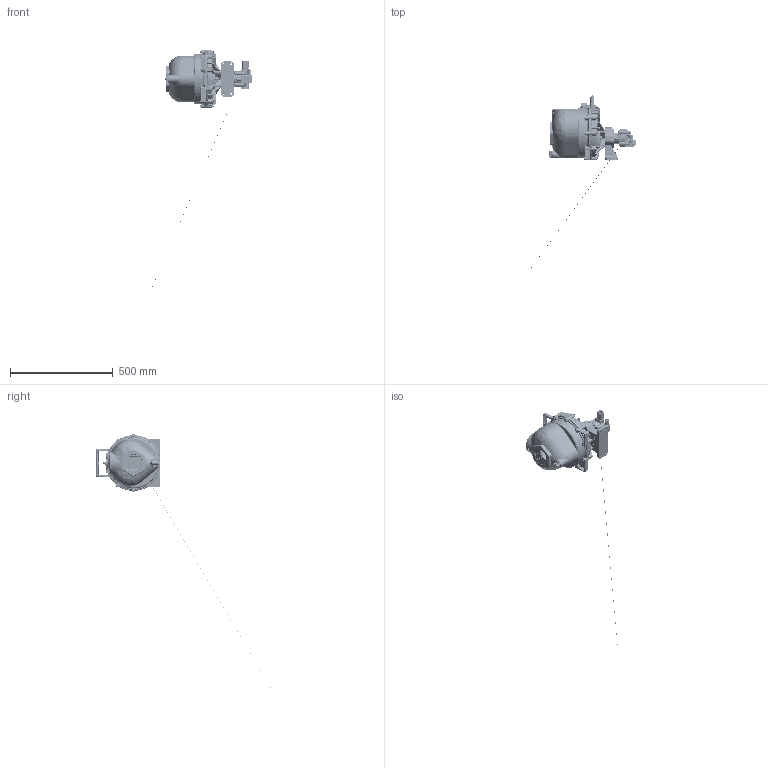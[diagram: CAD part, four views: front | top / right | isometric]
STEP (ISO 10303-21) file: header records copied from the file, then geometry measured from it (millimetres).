
FILE_DESCRIPTION(/* description */ ('3" Poly Hydraulic Pump - FKM'),/* implementation_level */ '2;1');
FILE_NAME(/* name */ '300PHYV.stp',/* time_stamp */ '2019-04-05T10:33:06-04:00',/* author */ ('DAG'),/* organization */ ('Banjo Corporation'),/* preprocessor_version */ 'ST-DEVELOPER v17',/* originating_system */ 'Autodesk Inventor 2019',/* authorisation */ '');
FILE_SCHEMA (('AUTOMOTIVE_DESIGN { 1 0 10303 214 3 1 1 }'));
Products named in the file (38): 300PHYV; 12703A; 13712VP; 13712X; 13777; 13778V; 13702; 12715A; 12717V; 12705V; 12900; 12725; 12719AV; 12754V; 12720; V07018; V07019; 12775A; 12902A; 12765A; 13772; 12901; 12733V; 12710V; A204V; 12049E; 12055E; 17056E; 3206 A-2RS1_MT33_PART1; 3206 A-2RS1_MT33_PART2; 3206 A-2RS1_MT33_PART3; 3206 A-2RS1_MT33_PART4; 3206 A-2RS1_MT33_PART5; 3206 A-2RS1_MT33_PART6; HY10131; HY10132; 18010SS; V20018
Assembly tree (94 placements, depth 3):
  300PHYV
    12703A
    13712VP
      13712X
      13777  x2
      13778V  x2
    13702
    12715A  x4
    12717V  x4
    12705V
    12900
    12725  x2
    12719AV
    12754V
    12720  x10
    V07018  x10
    V07019  x10
    12775A
    12902A
    12765A
    13772
    12901  x4
    12733V
    12710V
    A204V
    12049E
    12055E
    17056E
      3206 A-2RS1_MT33_PART1
      3206 A-2RS1_MT33_PART2
      3206 A-2RS1_MT33_PART3
      3206 A-2RS1_MT33_PART4
      3206 A-2RS1_MT33_PART5  x9
      3206 A-2RS1_MT33_PART6  x9
    HY10131
    HY10132
    18010SS  x2
    V20018  x2
Bounding box: 584.34 x 939.91 x 1384.05 mm (x, y, z)
Volume: 4281831.9 mm3; surface area: 1426011.3 mm2
Topology: 111 solids, 112 shells, 9650 faces, 26292 edges, 16963 vertices
Faces by surface type: cylinder 2798, plane 2459, cone 2069, bspline 1292, torus 921, sphere 111
Full cylindrical faces by diameter (mm): 2.87 x2, 2.921 x2, 3.505 x14, 4.572 x1, 4.877 x8, 5.207 x2, 5.588 x7, 6.35 x430, 6.65 x26, 6.782 x5, 6.858 x20, 7.137 x1, 7.798 x2, 7.925 x8, 7.938 x4, 8.731 x8, 9.525 x3, 11.112 x5, 11.125 x2, 11.906 x4, 13.208 x10, 13.843 x1, 14.122 x4, 14.376 x1, 14.91 x3, 15.869 x3, 15.875 x4, 16.764 x1, 17.399 x1, 17.475 x4
Entity records: 297294 total; most frequent: CARTESIAN_POINT 146195, ORIENTED_EDGE 33776, DIRECTION 28242, EDGE_CURVE 16888, VERTEX_POINT 10850, AXIS2_PLACEMENT_3D 10817, EDGE_LOOP 6735, LINE 6608
